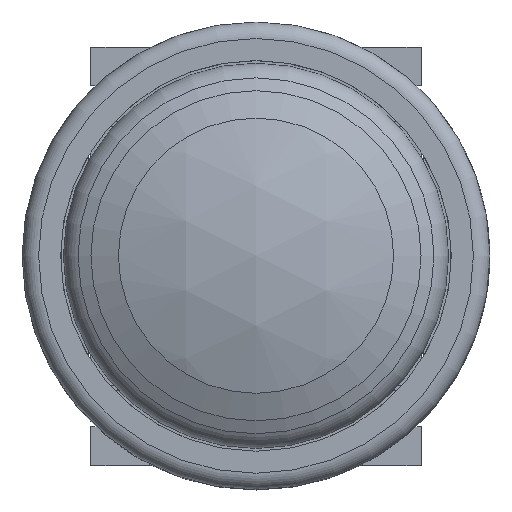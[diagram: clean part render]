
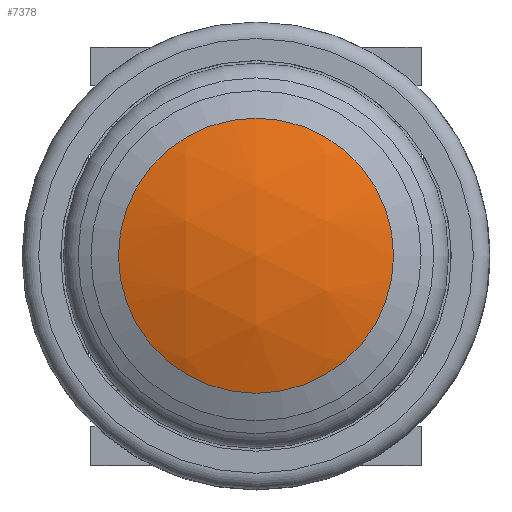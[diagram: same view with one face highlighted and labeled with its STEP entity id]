
A CAD part, top view. The second image highlights one B-rep face of the part: STEP entity #7378.
In plain terms, the highlighted spherical face has radius 6.922 mm.
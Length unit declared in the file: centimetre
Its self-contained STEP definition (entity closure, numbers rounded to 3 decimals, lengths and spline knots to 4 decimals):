
#42=SPHERICAL_SURFACE('',#7820,0.6922);
#440=FACE_OUTER_BOUND('',#827,.T.);
#827=EDGE_LOOP('',(#5466));
#1166=CIRCLE('',#7724,0.25);
#3233=VERTEX_POINT('',#10294);
#3941=EDGE_CURVE('',#3233,#3233,#1166,.T.);
#5466=ORIENTED_EDGE('',*,*,#3941,.T.);
#7378=ADVANCED_FACE('',(#440),#42,.T.);
#7724=AXIS2_PLACEMENT_3D('',#10295,#8274,#8275);
#7820=AXIS2_PLACEMENT_3D('',#10767,#8673,#8674);
#8274=DIRECTION('center_axis',(0.,0.,1.));
#8275=DIRECTION('ref_axis',(0.,-1.,0.));
#8673=DIRECTION('center_axis',(-1.,0.,0.));
#8674=DIRECTION('ref_axis',(0.,-1.,0.));
#10294=CARTESIAN_POINT('',(0.,-0.25,0.9033));
#10295=CARTESIAN_POINT('Origin',(0.,0.,0.9033));
#10767=CARTESIAN_POINT('Origin',(0.,0.,0.2578));
